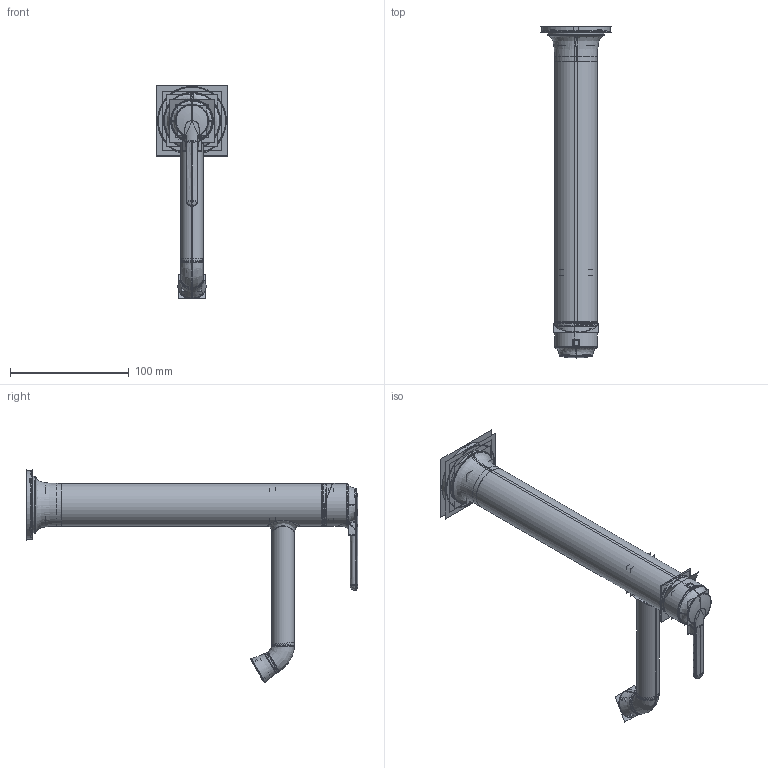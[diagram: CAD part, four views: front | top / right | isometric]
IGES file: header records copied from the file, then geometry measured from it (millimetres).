
Start section:  PTC IGES file: a42882_asm.igs
Global section: file name: a42882_asm.igs; native system: Creo Parametric by PTC Inc.; preprocessor: 2022124; author: dilara.topan; organization: Unknown; date: 20220905.111116; units: millimetre
Bounding box: 60.34 x 279.68 x 180.34 mm (x, y, z)
Surface area: 204027 mm2 (no closed solid volume)
Topology: 0 solids, 0 shells, 827 faces, 11992 edges, 15700 vertices
Faces by surface type: revolution 425, bspline 388, extrusion 14
